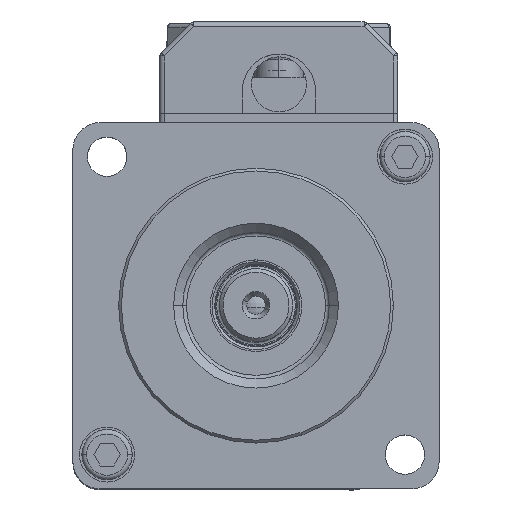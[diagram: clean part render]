
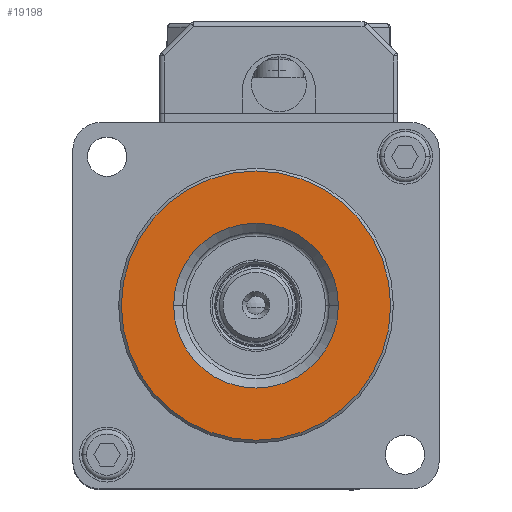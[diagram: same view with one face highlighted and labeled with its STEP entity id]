
A CAD part, top view. The second image highlights one B-rep face of the part: STEP entity #19198.
In plain terms, the highlighted planar face has unit normal (0, 0, 1).
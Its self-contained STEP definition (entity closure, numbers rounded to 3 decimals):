
#997 = ORIENTED_EDGE ( 'NONE', *, *, #27648, .T. ) ;
#2081 = VERTEX_POINT ( 'NONE', #7269 ) ;
#2401 = CARTESIAN_POINT ( 'NONE',  ( 0., 0., 9. ) ) ;
#3396 = DIRECTION ( 'NONE',  ( 0., 0., -1. ) ) ;
#4156 = DIRECTION ( 'NONE',  ( 0., 0., -1. ) ) ;
#4728 = DIRECTION ( 'NONE',  ( -1., 0., 0. ) ) ;
#4782 = CIRCLE ( 'NONE', #25493, 9. ) ;
#4955 = EDGE_CURVE ( 'NONE', #2081, #14267, #22013, .T. ) ;
#5127 = DIRECTION ( 'NONE',  ( 0., 0., 1. ) ) ;
#6507 = ORIENTED_EDGE ( 'NONE', *, *, #24662, .T. ) ;
#7269 = CARTESIAN_POINT ( 'NONE',  ( -14.7, 0., 9. ) ) ;
#8428 = ORIENTED_EDGE ( 'NONE', *, *, #9363, .T. ) ;
#8615 = CIRCLE ( 'NONE', #10634, 14.7 ) ;
#8900 = CARTESIAN_POINT ( 'NONE',  ( 0., 0., 9. ) ) ;
#9363 = EDGE_CURVE ( 'NONE', #20646, #16461, #4782, .T. ) ;
#10634 = AXIS2_PLACEMENT_3D ( 'NONE', #18822, #5127, #21132 ) ;
#10826 = CARTESIAN_POINT ( 'NONE',  ( 9., 0., 9. ) ) ;
#11198 = DIRECTION ( 'NONE',  ( -1., 0., 0. ) ) ;
#11883 = AXIS2_PLACEMENT_3D ( 'NONE', #17869, #4156, #20198 ) ;
#12377 = AXIS2_PLACEMENT_3D ( 'NONE', #8900, #24853, #11198 ) ;
#14069 = FACE_OUTER_BOUND ( 'NONE', #15077, .T. ) ;
#14267 = VERTEX_POINT ( 'NONE', #18137 ) ;
#14725 = EDGE_LOOP ( 'NONE', ( #6507, #8428 ) ) ;
#15077 = EDGE_LOOP ( 'NONE', ( #17489, #997 ) ) ;
#15097 = CARTESIAN_POINT ( 'NONE',  ( -9., 0., 9. ) ) ;
#16180 = CIRCLE ( 'NONE', #16592, 9. ) ;
#16461 = VERTEX_POINT ( 'NONE', #10826 ) ;
#16592 = AXIS2_PLACEMENT_3D ( 'NONE', #2401, #18427, #4728 ) ;
#17122 = CARTESIAN_POINT ( 'NONE',  ( 0., 0., 9. ) ) ;
#17489 = ORIENTED_EDGE ( 'NONE', *, *, #4955, .T. ) ;
#17869 = CARTESIAN_POINT ( 'NONE',  ( 0., 0., 9. ) ) ;
#18137 = CARTESIAN_POINT ( 'NONE',  ( 14.7, 0., 9. ) ) ;
#18427 = DIRECTION ( 'NONE',  ( 0., 0., -1. ) ) ;
#18822 = CARTESIAN_POINT ( 'NONE',  ( 0., 0., 9. ) ) ;
#19198 = ADVANCED_FACE ( 'NONE', ( #14069, #25492 ), #22368, .F. ) ;
#19426 = DIRECTION ( 'NONE',  ( -1., 0., 0. ) ) ;
#20198 = DIRECTION ( 'NONE',  ( -1., 0., 0. ) ) ;
#20646 = VERTEX_POINT ( 'NONE', #15097 ) ;
#21132 = DIRECTION ( 'NONE',  ( -1., 0., 0. ) ) ;
#22013 = CIRCLE ( 'NONE', #12377, 14.7 ) ;
#22368 = PLANE ( 'NONE',  #11883 ) ;
#24662 = EDGE_CURVE ( 'NONE', #16461, #20646, #16180, .T. ) ;
#24853 = DIRECTION ( 'NONE',  ( 0., 0., 1. ) ) ;
#25492 = FACE_BOUND ( 'NONE', #14725, .T. ) ;
#25493 = AXIS2_PLACEMENT_3D ( 'NONE', #17122, #3396, #19426 ) ;
#27648 = EDGE_CURVE ( 'NONE', #14267, #2081, #8615, .T. ) ;
